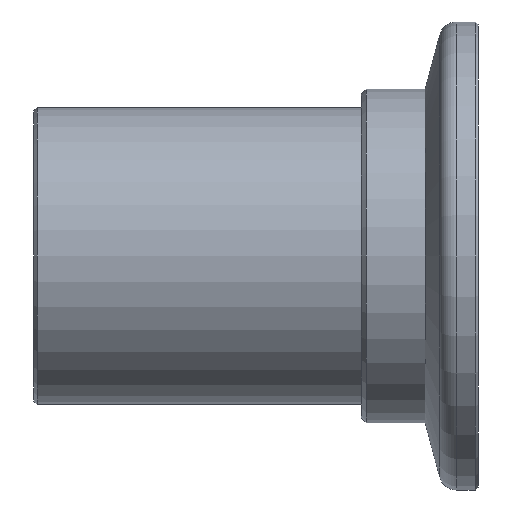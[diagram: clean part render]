
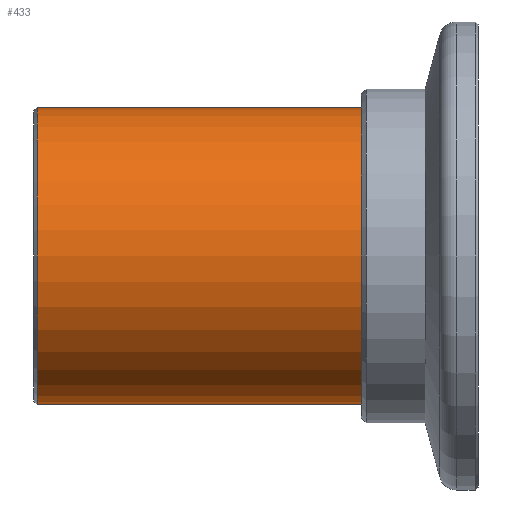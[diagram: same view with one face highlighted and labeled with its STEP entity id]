
A CAD part, left-side view. The second image highlights one B-rep face of the part: STEP entity #433.
In plain terms, the highlighted cylindrical face has radius 12.7 mm (diameter 25.4 mm), a partial arc.
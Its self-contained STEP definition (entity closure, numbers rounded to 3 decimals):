
#24 = DIRECTION ( 'NONE',  ( 0., 1., 0. ) ) ;
#36 = CARTESIAN_POINT ( 'NONE',  ( 0., 9.98, -12.7 ) ) ;
#38 = LINE ( 'NONE', #36, #360 ) ;
#113 = DIRECTION ( 'NONE',  ( 0., -1., 0. ) ) ;
#122 = DIRECTION ( 'NONE',  ( 0., 0., 1. ) ) ;
#134 = CARTESIAN_POINT ( 'NONE',  ( 0., 37.68, 0. ) ) ;
#186 = DIRECTION ( 'NONE',  ( 0., 0., 1. ) ) ;
#187 = CARTESIAN_POINT ( 'NONE',  ( 0., 9.98, 0. ) ) ;
#188 = FACE_OUTER_BOUND ( 'NONE', #309, .T. ) ;
#190 = CYLINDRICAL_SURFACE ( 'NONE', #343, 12.7 ) ;
#204 = CARTESIAN_POINT ( 'NONE',  ( 0., 9.98, 12.7 ) ) ;
#206 = DIRECTION ( 'NONE',  ( 0., 1., 0. ) ) ;
#237 = DIRECTION ( 'NONE',  ( 0., 1., 0. ) ) ;
#284 = LINE ( 'NONE', #204, #536 ) ;
#309 = EDGE_LOOP ( 'NONE', ( #706, #644, #704, #707 ) ) ;
#324 = AXIS2_PLACEMENT_3D ( 'NONE', #572, #569, #568 ) ;
#327 = CIRCLE ( 'NONE', #324, 12.7 ) ;
#343 = AXIS2_PLACEMENT_3D ( 'NONE', #187, #206, #186 ) ;
#360 = VECTOR ( 'NONE', #24, 1000. ) ;
#409 = EDGE_CURVE ( 'NONE', #734, #728, #531, .T. ) ;
#411 = EDGE_CURVE ( 'NONE', #742, #734, #284, .T. ) ;
#433 = ADVANCED_FACE ( 'NONE', ( #188 ), #190, .T. ) ;
#465 = EDGE_CURVE ( 'NONE', #726, #728, #38, .T. ) ;
#487 = EDGE_CURVE ( 'NONE', #726, #742, #327, .T. ) ;
#531 = CIRCLE ( 'NONE', #532, 12.7 ) ;
#532 = AXIS2_PLACEMENT_3D ( 'NONE', #134, #113, #122 ) ;
#536 = VECTOR ( 'NONE', #237, 1000. ) ;
#548 = CARTESIAN_POINT ( 'NONE',  ( 0., 9.98, 12.7 ) ) ;
#559 = CARTESIAN_POINT ( 'NONE',  ( 0., 37.68, 12.7 ) ) ;
#563 = CARTESIAN_POINT ( 'NONE',  ( 0., 37.68, -12.7 ) ) ;
#564 = CARTESIAN_POINT ( 'NONE',  ( 0., 9.98, -12.7 ) ) ;
#568 = DIRECTION ( 'NONE',  ( 0., 0., 1. ) ) ;
#569 = DIRECTION ( 'NONE',  ( 0., 1., 0. ) ) ;
#572 = CARTESIAN_POINT ( 'NONE',  ( 0., 9.98, 0. ) ) ;
#644 = ORIENTED_EDGE ( 'NONE', *, *, #487, .T. ) ;
#704 = ORIENTED_EDGE ( 'NONE', *, *, #411, .T. ) ;
#706 = ORIENTED_EDGE ( 'NONE', *, *, #465, .F. ) ;
#707 = ORIENTED_EDGE ( 'NONE', *, *, #409, .T. ) ;
#726 = VERTEX_POINT ( 'NONE', #564 ) ;
#728 = VERTEX_POINT ( 'NONE', #563 ) ;
#734 = VERTEX_POINT ( 'NONE', #559 ) ;
#742 = VERTEX_POINT ( 'NONE', #548 ) ;
